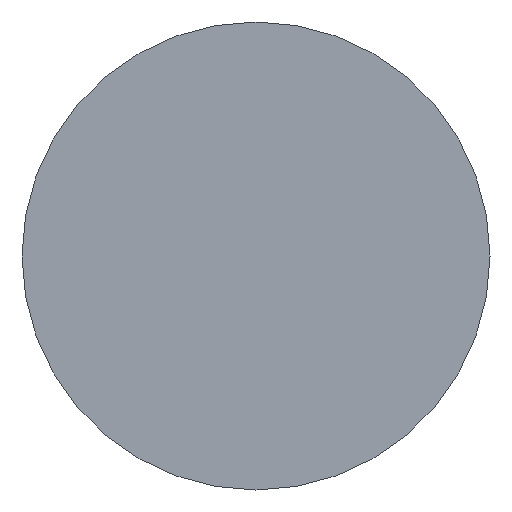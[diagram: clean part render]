
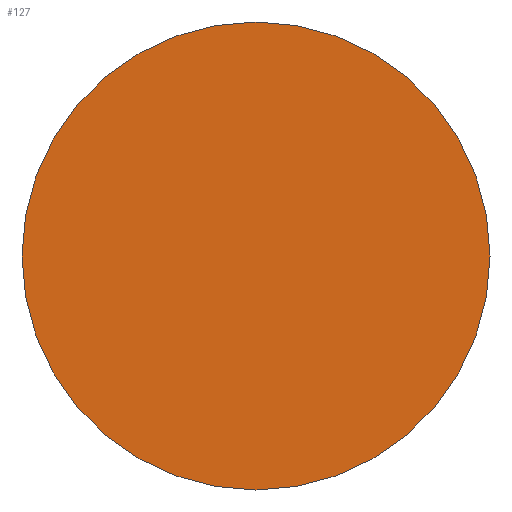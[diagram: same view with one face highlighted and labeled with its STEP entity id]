
A CAD part, front view. The second image highlights one B-rep face of the part: STEP entity #127.
In plain terms, the highlighted planar face has unit normal (0, -1, 0).
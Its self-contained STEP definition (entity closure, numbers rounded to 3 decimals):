
#14 = ORIENTED_EDGE ( 'NONE', *, *, #1697, .T. ) ;
#52 = DIRECTION ( 'NONE',  ( 1., 0., 0. ) ) ;
#127 = ADVANCED_FACE ( 'NONE', ( #255 ), #1006, .F. ) ;
#204 = CARTESIAN_POINT ( 'NONE',  ( 50., 0., 0. ) ) ;
#255 = FACE_OUTER_BOUND ( 'NONE', #1382, .T. ) ;
#310 = DIRECTION ( 'NONE',  ( 0., -1., 0. ) ) ;
#439 = DIRECTION ( 'NONE',  ( 0., -1., 0. ) ) ;
#515 = VERTEX_POINT ( 'NONE', #598 ) ;
#591 = DIRECTION ( 'NONE',  ( 1., 0., 0. ) ) ;
#595 = VERTEX_POINT ( 'NONE', #204 ) ;
#598 = CARTESIAN_POINT ( 'NONE',  ( -50., 0., 0. ) ) ;
#631 = DIRECTION ( 'NONE',  ( -1., 0., 0. ) ) ;
#671 = AXIS2_PLACEMENT_3D ( 'NONE', #1276, #439, #52 ) ;
#672 = AXIS2_PLACEMENT_3D ( 'NONE', #1519, #310, #591 ) ;
#742 = AXIS2_PLACEMENT_3D ( 'NONE', #1561, #1430, #631 ) ;
#832 = CIRCLE ( 'NONE', #672, 50. ) ;
#948 = EDGE_CURVE ( 'NONE', #595, #515, #1338, .T. ) ;
#1006 = PLANE ( 'NONE',  #742 ) ;
#1276 = CARTESIAN_POINT ( 'NONE',  ( 0., 0., 0. ) ) ;
#1278 = ORIENTED_EDGE ( 'NONE', *, *, #948, .T. ) ;
#1338 = CIRCLE ( 'NONE', #671, 50. ) ;
#1382 = EDGE_LOOP ( 'NONE', ( #1278, #14 ) ) ;
#1430 = DIRECTION ( 'NONE',  ( 0., 1., 0. ) ) ;
#1519 = CARTESIAN_POINT ( 'NONE',  ( 0., 0., 0. ) ) ;
#1561 = CARTESIAN_POINT ( 'NONE',  ( 0., 0., 0. ) ) ;
#1697 = EDGE_CURVE ( 'NONE', #515, #595, #832, .T. ) ;
